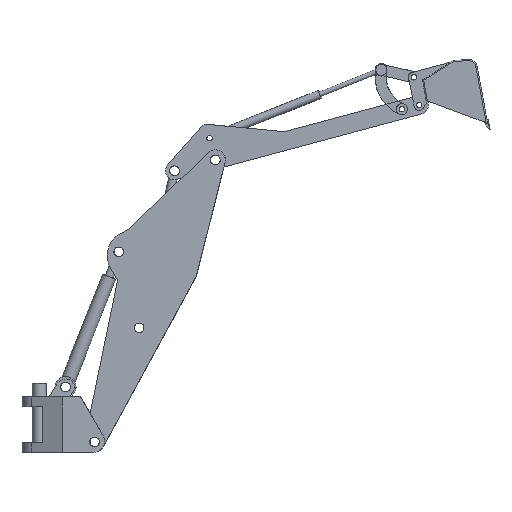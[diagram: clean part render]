
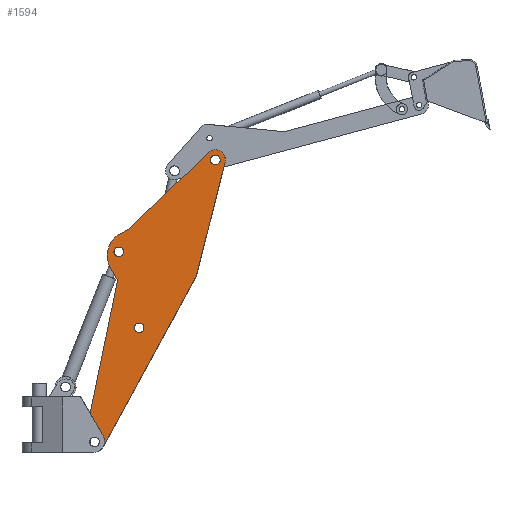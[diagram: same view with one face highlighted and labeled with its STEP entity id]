
A CAD part, left-side view. The second image highlights one B-rep face of the part: STEP entity #1594.
In plain terms, the highlighted face is planar.
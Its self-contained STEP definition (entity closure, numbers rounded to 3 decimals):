
#1594 = ADVANCED_FACE('',(#1595,#1689,#1700,#1711,#1722),#1733,.F.);
#1595 = FACE_BOUND('',#1596,.F.);
#1596 = EDGE_LOOP('',(#1597,#1607,#1616,#1624,#1633,#1641,#1649,#1658,
    #1666,#1674,#1683));
#1597 = ORIENTED_EDGE('',*,*,#1598,.T.);
#1598 = EDGE_CURVE('',#1599,#1601,#1603,.T.);
#1599 = VERTEX_POINT('',#1600);
#1600 = CARTESIAN_POINT('',(-32.976,-387.751,
    237.415));
#1601 = VERTEX_POINT('',#1602);
#1602 = CARTESIAN_POINT('',(-32.976,-386.579,
    259.266));
#1603 = LINE('',#1604,#1605);
#1604 = CARTESIAN_POINT('',(-32.976,-387.751,
    237.415));
#1605 = VECTOR('',#1606,1.);
#1606 = DIRECTION('',(0.,0.054,0.999));
#1607 = ORIENTED_EDGE('',*,*,#1608,.T.);
#1608 = EDGE_CURVE('',#1601,#1609,#1611,.T.);
#1609 = VERTEX_POINT('',#1610);
#1610 = CARTESIAN_POINT('',(-32.976,-393.879,
    282.758));
#1611 = CIRCLE('',#1612,35.4);
#1612 = AXIS2_PLACEMENT_3D('',#1613,#1614,#1615);
#1613 = CARTESIAN_POINT('',(-32.976,-421.929,
    261.162));
#1614 = DIRECTION('',(1.,-0.,0.));
#1615 = DIRECTION('',(0.,0.,-1.));
#1616 = ORIENTED_EDGE('',*,*,#1617,.T.);
#1617 = EDGE_CURVE('',#1609,#1618,#1620,.T.);
#1618 = VERTEX_POINT('',#1619);
#1619 = CARTESIAN_POINT('',(-32.976,-393.925,
    282.818));
#1620 = LINE('',#1621,#1622);
#1621 = CARTESIAN_POINT('',(-32.976,-385.877,
    272.364));
#1622 = VECTOR('',#1623,1.);
#1623 = DIRECTION('',(0.,-0.61,0.792));
#1624 = ORIENTED_EDGE('',*,*,#1625,.T.);
#1625 = EDGE_CURVE('',#1618,#1626,#1628,.T.);
#1626 = VERTEX_POINT('',#1627);
#1627 = CARTESIAN_POINT('',(-32.976,-420.98,
    296.608));
#1628 = CIRCLE('',#1629,35.4);
#1629 = AXIS2_PLACEMENT_3D('',#1630,#1631,#1632);
#1630 = CARTESIAN_POINT('',(-32.976,-421.975,
    261.222));
#1631 = DIRECTION('',(1.,-0.,0.));
#1632 = DIRECTION('',(0.,0.,-1.));
#1633 = ORIENTED_EDGE('',*,*,#1634,.T.);
#1634 = EDGE_CURVE('',#1626,#1635,#1637,.T.);
#1635 = VERTEX_POINT('',#1636);
#1636 = CARTESIAN_POINT('',(-32.976,-434.167,
    296.978));
#1637 = LINE('',#1638,#1639);
#1638 = CARTESIAN_POINT('',(-32.976,-404.179,296.135
    ));
#1639 = VECTOR('',#1640,1.);
#1640 = DIRECTION('',(0.,-1.,0.028));
#1641 = ORIENTED_EDGE('',*,*,#1642,.T.);
#1642 = EDGE_CURVE('',#1635,#1643,#1645,.T.);
#1643 = VERTEX_POINT('',#1644);
#1644 = CARTESIAN_POINT('',(-32.976,-586.42,
    346.162));
#1645 = LINE('',#1646,#1647);
#1646 = CARTESIAN_POINT('',(-32.976,-434.167,
    296.978));
#1647 = VECTOR('',#1648,1.);
#1648 = DIRECTION('',(0.,-0.952,0.307));
#1649 = ORIENTED_EDGE('',*,*,#1650,.T.);
#1650 = EDGE_CURVE('',#1643,#1651,#1653,.T.);
#1651 = VERTEX_POINT('',#1652);
#1652 = CARTESIAN_POINT('',(-32.976,-601.955,
    323.009));
#1653 = CIRCLE('',#1654,14.5);
#1654 = AXIS2_PLACEMENT_3D('',#1655,#1656,#1657);
#1655 = CARTESIAN_POINT('',(-32.976,-590.877,
    332.364));
#1656 = DIRECTION('',(1.,0.,0.));
#1657 = DIRECTION('',(0.,1.,0.));
#1658 = ORIENTED_EDGE('',*,*,#1659,.T.);
#1659 = EDGE_CURVE('',#1651,#1660,#1662,.T.);
#1660 = VERTEX_POINT('',#1661);
#1661 = CARTESIAN_POINT('',(-32.976,-492.267,
    193.13));
#1662 = LINE('',#1663,#1664);
#1663 = CARTESIAN_POINT('',(-32.976,-601.955,
    323.009));
#1664 = VECTOR('',#1665,1.);
#1665 = DIRECTION('',(0.,0.645,-0.764));
#1666 = ORIENTED_EDGE('',*,*,#1667,.T.);
#1667 = EDGE_CURVE('',#1660,#1668,#1670,.T.);
#1668 = VERTEX_POINT('',#1669);
#1669 = CARTESIAN_POINT('',(-32.976,-264.296,
    30.559));
#1670 = LINE('',#1671,#1672);
#1671 = CARTESIAN_POINT('',(-32.976,-492.267,
    193.13));
#1672 = VECTOR('',#1673,1.);
#1673 = DIRECTION('',(0.,0.814,-0.581));
#1674 = ORIENTED_EDGE('',*,*,#1675,.T.);
#1675 = EDGE_CURVE('',#1668,#1676,#1678,.T.);
#1676 = VERTEX_POINT('',#1677);
#1677 = CARTESIAN_POINT('',(-32.976,-244.388,
    51.21));
#1678 = CIRCLE('',#1679,14.5);
#1679 = AXIS2_PLACEMENT_3D('',#1680,#1681,#1682);
#1680 = CARTESIAN_POINT('',(-32.976,-255.877,
    42.364));
#1681 = DIRECTION('',(1.,0.,0.));
#1682 = DIRECTION('',(0.,1.,0.));
#1683 = ORIENTED_EDGE('',*,*,#1684,.T.);
#1684 = EDGE_CURVE('',#1676,#1599,#1685,.T.);
#1685 = LINE('',#1686,#1687);
#1686 = CARTESIAN_POINT('',(-32.976,-244.388,
    51.21));
#1687 = VECTOR('',#1688,1.);
#1688 = DIRECTION('',(0.,-0.61,0.792));
#1689 = FACE_BOUND('',#1690,.F.);
#1690 = EDGE_LOOP('',(#1691));
#1691 = ORIENTED_EDGE('',*,*,#1692,.F.);
#1692 = EDGE_CURVE('',#1693,#1693,#1695,.T.);
#1693 = VERTEX_POINT('',#1694);
#1694 = CARTESIAN_POINT('',(-32.976,-378.877,
    162.364));
#1695 = CIRCLE('',#1696,7.);
#1696 = AXIS2_PLACEMENT_3D('',#1697,#1698,#1699);
#1697 = CARTESIAN_POINT('',(-32.976,-385.877,
    162.364));
#1698 = DIRECTION('',(1.,0.,0.));
#1699 = DIRECTION('',(0.,1.,0.));
#1700 = FACE_BOUND('',#1701,.F.);
#1701 = EDGE_LOOP('',(#1702));
#1702 = ORIENTED_EDGE('',*,*,#1703,.F.);
#1703 = EDGE_CURVE('',#1704,#1704,#1706,.T.);
#1704 = VERTEX_POINT('',#1705);
#1705 = CARTESIAN_POINT('',(-32.976,-248.877,
    42.364));
#1706 = CIRCLE('',#1707,7.);
#1707 = AXIS2_PLACEMENT_3D('',#1708,#1709,#1710);
#1708 = CARTESIAN_POINT('',(-32.976,-255.877,
    42.364));
#1709 = DIRECTION('',(1.,0.,0.));
#1710 = DIRECTION('',(0.,1.,0.));
#1711 = FACE_BOUND('',#1712,.F.);
#1712 = EDGE_LOOP('',(#1713));
#1713 = ORIENTED_EDGE('',*,*,#1714,.F.);
#1714 = EDGE_CURVE('',#1715,#1715,#1717,.T.);
#1715 = VERTEX_POINT('',#1716);
#1716 = CARTESIAN_POINT('',(-32.976,-583.877,
    332.364));
#1717 = CIRCLE('',#1718,7.);
#1718 = AXIS2_PLACEMENT_3D('',#1719,#1720,#1721);
#1719 = CARTESIAN_POINT('',(-32.976,-590.877,
    332.364));
#1720 = DIRECTION('',(1.,0.,0.));
#1721 = DIRECTION('',(0.,1.,0.));
#1722 = FACE_BOUND('',#1723,.F.);
#1723 = EDGE_LOOP('',(#1724));
#1724 = ORIENTED_EDGE('',*,*,#1725,.F.);
#1725 = EDGE_CURVE('',#1726,#1726,#1728,.T.);
#1726 = VERTEX_POINT('',#1727);
#1727 = CARTESIAN_POINT('',(-32.976,-400.377,
    273.864));
#1728 = CIRCLE('',#1729,7.);
#1729 = AXIS2_PLACEMENT_3D('',#1730,#1731,#1732);
#1730 = CARTESIAN_POINT('',(-32.976,-407.377,
    273.864));
#1731 = DIRECTION('',(1.,0.,0.));
#1732 = DIRECTION('',(0.,1.,0.));
#1733 = PLANE('',#1734);
#1734 = AXIS2_PLACEMENT_3D('',#1735,#1736,#1737);
#1735 = CARTESIAN_POINT('',(-32.976,-417.775,
    197.431));
#1736 = DIRECTION('',(1.,0.,0.));
#1737 = DIRECTION('',(0.,1.,0.));
